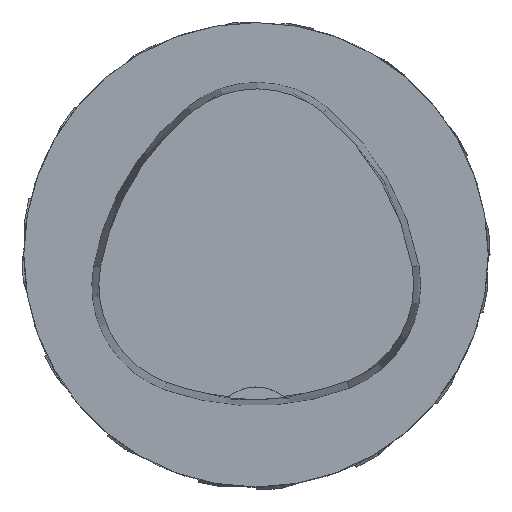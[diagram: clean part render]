
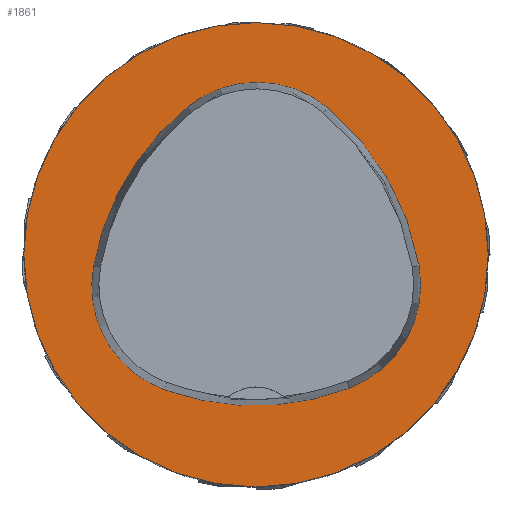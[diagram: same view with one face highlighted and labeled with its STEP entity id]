
A CAD part, top view. The second image highlights one B-rep face of the part: STEP entity #1861.
In plain terms, the highlighted planar face has unit normal (0, 0, 1).
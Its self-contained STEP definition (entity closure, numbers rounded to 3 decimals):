
#524=PLANE('',#10293);
#1861=ADVANCED_FACE('',(#3492,#3493),#524,.T.);
#3492=FACE_BOUND('',#4140,.T.);
#3493=FACE_BOUND('',#4141,.T.);
#4140=EDGE_LOOP('',(#6568,#6569,#6570,#6571,#6572,#6573));
#4141=EDGE_LOOP('',(#6574));
#6568=ORIENTED_EDGE('',*,*,#8754,.T.);
#6569=ORIENTED_EDGE('',*,*,#8734,.T.);
#6570=ORIENTED_EDGE('',*,*,#8738,.T.);
#6571=ORIENTED_EDGE('',*,*,#8741,.T.);
#6572=ORIENTED_EDGE('',*,*,#8744,.T.);
#6573=ORIENTED_EDGE('',*,*,#8752,.T.);
#6574=ORIENTED_EDGE('',*,*,#7556,.F.);
#6664=VERTEX_POINT('',#13101);
#7514=VERTEX_POINT('',#39893);
#7515=VERTEX_POINT('',#39894);
#7518=VERTEX_POINT('',#39902);
#7520=VERTEX_POINT('',#39908);
#7522=VERTEX_POINT('',#39914);
#7529=VERTEX_POINT('',#39935);
#7556=EDGE_CURVE('',#6664,#6664,#8788,.T.);
#8734=EDGE_CURVE('',#7514,#7515,#8993,.T.);
#8738=EDGE_CURVE('',#7515,#7518,#8995,.T.);
#8741=EDGE_CURVE('',#7518,#7520,#8997,.T.);
#8744=EDGE_CURVE('',#7520,#7522,#8999,.T.);
#8752=EDGE_CURVE('',#7522,#7529,#9003,.T.);
#8754=EDGE_CURVE('',#7529,#7514,#9005,.T.);
#8788=CIRCLE('',#9231,31.5);
#8993=CIRCLE('',#10271,36.);
#8995=CIRCLE('',#10274,15.);
#8997=CIRCLE('',#10277,36.);
#8999=CIRCLE('',#10280,15.);
#9003=CIRCLE('',#10285,36.);
#9005=CIRCLE('',#10288,15.);
#9231=AXIS2_PLACEMENT_3D('',#13100,#10395,#10396);
#10271=AXIS2_PLACEMENT_3D('',#39892,#12887,#12888);
#10274=AXIS2_PLACEMENT_3D('',#39901,#12895,#12896);
#10277=AXIS2_PLACEMENT_3D('',#39907,#12902,#12903);
#10280=AXIS2_PLACEMENT_3D('',#39913,#12909,#12910);
#10285=AXIS2_PLACEMENT_3D('',#39936,#12921,#12922);
#10288=AXIS2_PLACEMENT_3D('',#39939,#12927,#12928);
#10293=AXIS2_PLACEMENT_3D('',#39944,#12937,#12938);
#10395=DIRECTION('',(0.,0.,-1.));
#10396=DIRECTION('',(-1.,0.,0.));
#12887=DIRECTION('',(0.,0.,-1.));
#12888=DIRECTION('',(-1.,0.,0.));
#12895=DIRECTION('',(0.,0.,-1.));
#12896=DIRECTION('',(-1.,0.,0.));
#12902=DIRECTION('',(0.,0.,-1.));
#12903=DIRECTION('',(-1.,0.,0.));
#12909=DIRECTION('',(0.,0.,-1.));
#12910=DIRECTION('',(-1.,0.,0.));
#12921=DIRECTION('',(0.,0.,-1.));
#12922=DIRECTION('',(-1.,0.,0.));
#12927=DIRECTION('',(0.,0.,-1.));
#12928=DIRECTION('',(-1.,0.,0.));
#12937=DIRECTION('',(0.,0.,1.));
#12938=DIRECTION('',(1.,0.,0.));
#13100=CARTESIAN_POINT('',(0.,0.,0.));
#13101=CARTESIAN_POINT('',(-31.5,0.,0.));
#39892=CARTESIAN_POINT('',(13.398,-7.893,0.));
#39893=CARTESIAN_POINT('',(-22.041,-1.562,0.));
#39894=CARTESIAN_POINT('',(-9.317,20.036,0.));
#39901=CARTESIAN_POINT('',(0.148,8.399,0.));
#39902=CARTESIAN_POINT('',(9.779,19.898,0.));
#39907=CARTESIAN_POINT('',(-13.337,-7.7,0.));
#39908=CARTESIAN_POINT('',(22.122,-1.48,0.));
#39913=CARTESIAN_POINT('',(7.347,-4.071,0.));
#39914=CARTESIAN_POINT('',(12.693,-18.087,0.));
#39935=CARTESIAN_POINT('',(-12.373,-18.307,0.));
#39936=CARTESIAN_POINT('',(-0.137,15.55,0.));
#39939=CARTESIAN_POINT('',(-7.275,-4.2,0.));
#39944=CARTESIAN_POINT('',(0.,0.,0.));
